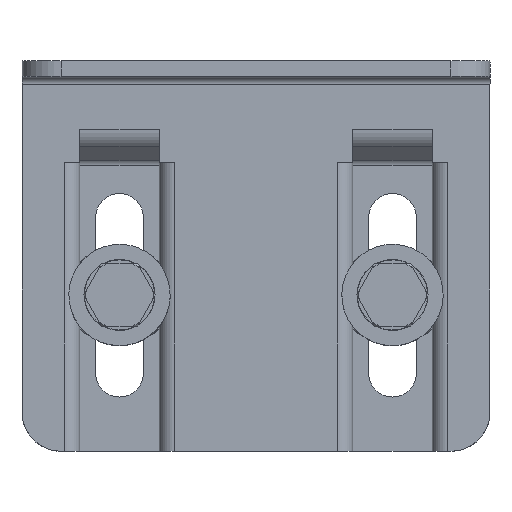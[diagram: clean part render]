
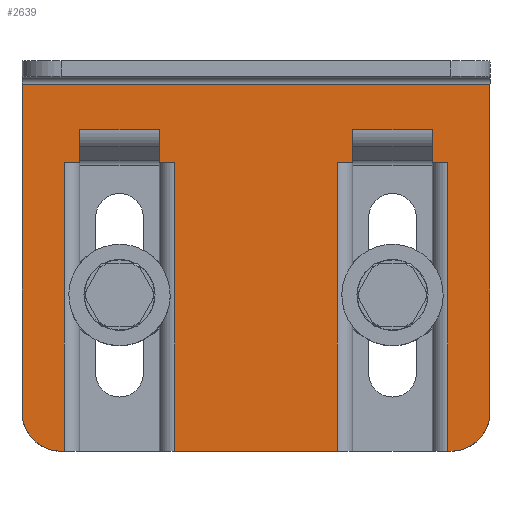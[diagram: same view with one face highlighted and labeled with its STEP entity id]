
A CAD part, top view. The second image highlights one B-rep face of the part: STEP entity #2639.
In plain terms, the highlighted planar face has unit normal (0, 0, 1).
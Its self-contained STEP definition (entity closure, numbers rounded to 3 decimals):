
#222=LINE('',#4177,#415);
#227=LINE('',#4191,#420);
#238=LINE('',#4222,#431);
#242=LINE('',#4233,#435);
#247=LINE('',#4262,#440);
#248=LINE('',#4267,#441);
#250=LINE('',#4274,#443);
#255=LINE('',#4294,#448);
#256=LINE('',#4296,#449);
#257=LINE('',#4297,#450);
#258=LINE('',#4298,#451);
#259=LINE('',#4301,#452);
#260=LINE('',#4303,#453);
#261=LINE('',#4304,#454);
#262=LINE('',#4306,#455);
#263=LINE('',#4308,#456);
#264=LINE('',#4309,#457);
#265=LINE('',#4311,#458);
#266=LINE('',#4313,#459);
#267=LINE('',#4314,#460);
#415=VECTOR('',#3336,10.);
#420=VECTOR('',#3349,10.);
#431=VECTOR('',#3376,10.);
#435=VECTOR('',#3386,10.);
#440=VECTOR('',#3405,10.);
#441=VECTOR('',#3410,10.);
#443=VECTOR('',#3416,10.);
#448=VECTOR('',#3435,10.);
#449=VECTOR('',#3436,10.);
#450=VECTOR('',#3437,10.);
#451=VECTOR('',#3438,10.);
#452=VECTOR('',#3441,10.);
#453=VECTOR('',#3442,10.);
#454=VECTOR('',#3443,10.);
#455=VECTOR('',#3444,10.);
#456=VECTOR('',#3445,10.);
#457=VECTOR('',#3446,10.);
#458=VECTOR('',#3447,10.);
#459=VECTOR('',#3448,10.);
#460=VECTOR('',#3449,10.);
#567=PLANE('',#2940);
#708=FACE_OUTER_BOUND('',#875,.T.);
#875=EDGE_LOOP('',(#2017,#2018,#2019,#2020,#2021,#2022,#2023,#2024,#2025,
#2026,#2027,#2028,#2029,#2030,#2031,#2032,#2033,#2034,#2035,#2036,#2037,
#2038));
#1080=CIRCLE('',#2928,5.);
#1091=CIRCLE('',#2941,5.);
#1243=VERTEX_POINT('',#4170);
#1246=VERTEX_POINT('',#4175);
#1248=VERTEX_POINT('',#4184);
#1251=VERTEX_POINT('',#4189);
#1262=VERTEX_POINT('',#4219);
#1263=VERTEX_POINT('',#4221);
#1266=VERTEX_POINT('',#4229);
#1273=VERTEX_POINT('',#4246);
#1274=VERTEX_POINT('',#4248);
#1276=VERTEX_POINT('',#4261);
#1277=VERTEX_POINT('',#4264);
#1278=VERTEX_POINT('',#4266);
#1280=VERTEX_POINT('',#4271);
#1281=VERTEX_POINT('',#4273);
#1289=VERTEX_POINT('',#4293);
#1290=VERTEX_POINT('',#4295);
#1291=VERTEX_POINT('',#4300);
#1292=VERTEX_POINT('',#4302);
#1293=VERTEX_POINT('',#4305);
#1294=VERTEX_POINT('',#4307);
#1295=VERTEX_POINT('',#4310);
#1296=VERTEX_POINT('',#4312);
#1519=EDGE_CURVE('',#1246,#1243,#222,.T.);
#1526=EDGE_CURVE('',#1251,#1248,#227,.T.);
#1541=EDGE_CURVE('',#1262,#1263,#238,.T.);
#1547=EDGE_CURVE('',#1263,#1266,#242,.T.);
#1554=EDGE_CURVE('',#1273,#1274,#1080,.T.);
#1557=EDGE_CURVE('',#1276,#1274,#247,.T.);
#1560=EDGE_CURVE('',#1278,#1277,#248,.T.);
#1564=EDGE_CURVE('',#1281,#1280,#250,.T.);
#1575=EDGE_CURVE('',#1289,#1246,#255,.T.);
#1576=EDGE_CURVE('',#1290,#1289,#256,.T.);
#1577=EDGE_CURVE('',#1276,#1290,#257,.T.);
#1578=EDGE_CURVE('',#1273,#1266,#258,.T.);
#1579=EDGE_CURVE('',#1281,#1262,#1091,.T.);
#1580=EDGE_CURVE('',#1291,#1280,#259,.T.);
#1581=EDGE_CURVE('',#1292,#1291,#260,.T.);
#1582=EDGE_CURVE('',#1248,#1292,#261,.T.);
#1583=EDGE_CURVE('',#1293,#1251,#262,.T.);
#1584=EDGE_CURVE('',#1294,#1293,#263,.T.);
#1585=EDGE_CURVE('',#1278,#1294,#264,.T.);
#1586=EDGE_CURVE('',#1295,#1277,#265,.T.);
#1587=EDGE_CURVE('',#1296,#1295,#266,.T.);
#1588=EDGE_CURVE('',#1243,#1296,#267,.T.);
#2017=ORIENTED_EDGE('',*,*,#1575,.F.);
#2018=ORIENTED_EDGE('',*,*,#1576,.F.);
#2019=ORIENTED_EDGE('',*,*,#1577,.F.);
#2020=ORIENTED_EDGE('',*,*,#1557,.T.);
#2021=ORIENTED_EDGE('',*,*,#1554,.F.);
#2022=ORIENTED_EDGE('',*,*,#1578,.T.);
#2023=ORIENTED_EDGE('',*,*,#1547,.F.);
#2024=ORIENTED_EDGE('',*,*,#1541,.F.);
#2025=ORIENTED_EDGE('',*,*,#1579,.F.);
#2026=ORIENTED_EDGE('',*,*,#1564,.T.);
#2027=ORIENTED_EDGE('',*,*,#1580,.F.);
#2028=ORIENTED_EDGE('',*,*,#1581,.F.);
#2029=ORIENTED_EDGE('',*,*,#1582,.F.);
#2030=ORIENTED_EDGE('',*,*,#1526,.F.);
#2031=ORIENTED_EDGE('',*,*,#1583,.F.);
#2032=ORIENTED_EDGE('',*,*,#1584,.F.);
#2033=ORIENTED_EDGE('',*,*,#1585,.F.);
#2034=ORIENTED_EDGE('',*,*,#1560,.T.);
#2035=ORIENTED_EDGE('',*,*,#1586,.F.);
#2036=ORIENTED_EDGE('',*,*,#1587,.F.);
#2037=ORIENTED_EDGE('',*,*,#1588,.F.);
#2038=ORIENTED_EDGE('',*,*,#1519,.F.);
#2639=ADVANCED_FACE('',(#708),#567,.T.);
#2928=AXIS2_PLACEMENT_3D('',#4249,#3400,#3401);
#2940=AXIS2_PLACEMENT_3D('',#4292,#3433,#3434);
#2941=AXIS2_PLACEMENT_3D('',#4299,#3439,#3440);
#3336=DIRECTION('',(-1.,0.,0.));
#3349=DIRECTION('',(-1.,0.,0.));
#3376=DIRECTION('',(0.,1.,0.));
#3386=DIRECTION('',(1.,0.,0.));
#3400=DIRECTION('center_axis',(0.,0.,-1.));
#3401=DIRECTION('ref_axis',(0.707,-0.707,0.));
#3405=DIRECTION('',(1.,0.,0.));
#3410=DIRECTION('',(1.,0.,0.));
#3416=DIRECTION('',(1.,0.,0.));
#3433=DIRECTION('center_axis',(0.,0.,1.));
#3434=DIRECTION('ref_axis',(1.,0.,0.));
#3435=DIRECTION('',(0.,1.,0.));
#3436=DIRECTION('',(-1.,0.,0.));
#3437=DIRECTION('',(0.,1.,0.));
#3438=DIRECTION('',(0.,1.,0.));
#3439=DIRECTION('center_axis',(0.,0.,-1.));
#3440=DIRECTION('ref_axis',(-0.707,-0.707,0.));
#3441=DIRECTION('',(0.,-1.,0.));
#3442=DIRECTION('',(-1.,0.,0.));
#3443=DIRECTION('',(0.,-1.,0.));
#3444=DIRECTION('',(0.,1.,0.));
#3445=DIRECTION('',(-1.,0.,0.));
#3446=DIRECTION('',(0.,1.,0.));
#3447=DIRECTION('',(0.,-1.,0.));
#3448=DIRECTION('',(-1.,0.,0.));
#3449=DIRECTION('',(0.,-1.,0.));
#4170=CARTESIAN_POINT('',(12.4,41.243,5.));
#4175=CARTESIAN_POINT('',(22.6,41.243,5.));
#4177=CARTESIAN_POINT('',(23.75,41.243,5.));
#4184=CARTESIAN_POINT('',(-22.6,41.243,5.));
#4189=CARTESIAN_POINT('',(-12.4,41.243,5.));
#4191=CARTESIAN_POINT('',(6.25,41.243,5.));
#4219=CARTESIAN_POINT('',(-30.,5.,5.));
#4221=CARTESIAN_POINT('',(-30.,47.,5.));
#4222=CARTESIAN_POINT('',(-30.,0.,5.));
#4229=CARTESIAN_POINT('',(30.,47.,5.));
#4233=CARTESIAN_POINT('',(15.,47.,5.));
#4246=CARTESIAN_POINT('',(30.,5.,5.));
#4248=CARTESIAN_POINT('',(25.,0.,5.));
#4249=CARTESIAN_POINT('Origin',(25.,5.,5.));
#4261=CARTESIAN_POINT('',(24.6,0.,5.));
#4262=CARTESIAN_POINT('',(-30.,0.,5.));
#4264=CARTESIAN_POINT('',(10.4,0.,5.));
#4266=CARTESIAN_POINT('',(-10.4,0.,5.));
#4267=CARTESIAN_POINT('',(-30.,0.,5.));
#4271=CARTESIAN_POINT('',(-24.6,0.,5.));
#4273=CARTESIAN_POINT('',(-25.,0.,5.));
#4274=CARTESIAN_POINT('',(-30.,0.,5.));
#4292=CARTESIAN_POINT('Origin',(30.,0.,5.));
#4293=CARTESIAN_POINT('',(22.6,37.,5.));
#4294=CARTESIAN_POINT('',(22.6,19.25,5.));
#4295=CARTESIAN_POINT('',(24.6,37.,5.));
#4296=CARTESIAN_POINT('',(0.,37.,5.));
#4297=CARTESIAN_POINT('',(24.6,0.,5.));
#4298=CARTESIAN_POINT('',(30.,0.,5.));
#4299=CARTESIAN_POINT('Origin',(-25.,5.,5.));
#4300=CARTESIAN_POINT('',(-24.6,37.,5.));
#4301=CARTESIAN_POINT('',(-24.6,0.,5.));
#4302=CARTESIAN_POINT('',(-22.6,37.,5.));
#4303=CARTESIAN_POINT('',(0.,37.,5.));
#4304=CARTESIAN_POINT('',(-22.6,19.25,5.));
#4305=CARTESIAN_POINT('',(-12.4,37.,5.));
#4306=CARTESIAN_POINT('',(-12.4,19.25,5.));
#4307=CARTESIAN_POINT('',(-10.4,37.,5.));
#4308=CARTESIAN_POINT('',(0.,37.,5.));
#4309=CARTESIAN_POINT('',(-10.4,0.,5.));
#4310=CARTESIAN_POINT('',(10.4,37.,5.));
#4311=CARTESIAN_POINT('',(10.4,0.,5.));
#4312=CARTESIAN_POINT('',(12.4,37.,5.));
#4313=CARTESIAN_POINT('',(0.,37.,5.));
#4314=CARTESIAN_POINT('',(12.4,19.25,5.));
